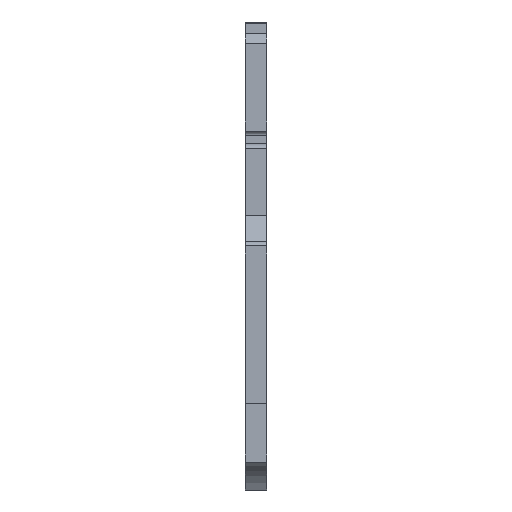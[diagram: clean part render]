
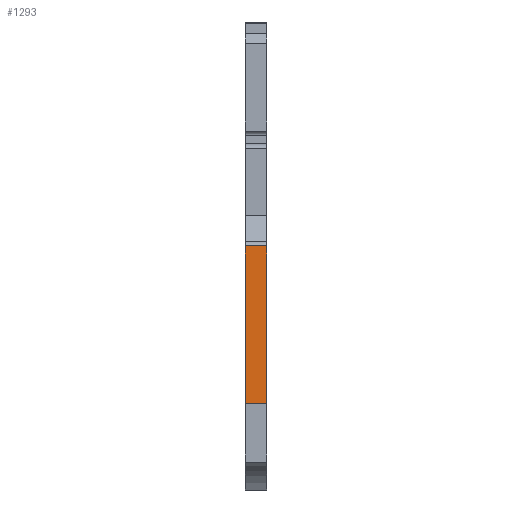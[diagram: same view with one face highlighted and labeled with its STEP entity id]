
A CAD part, front view. The second image highlights one B-rep face of the part: STEP entity #1293.
In plain terms, the highlighted planar face has unit normal (0, -1, 0).
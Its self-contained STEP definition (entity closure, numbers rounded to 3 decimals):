
#92=CARTESIAN_POINT('Axis2P3D Location',(9.,0.,742.045)) ;
#1246=CARTESIAN_POINT('Vertex',(-9.,0.,46.661)) ;
#1253=CARTESIAN_POINT('Vertex',(9.,0.,46.661)) ;
#1256=CARTESIAN_POINT('Line Origine',(0.,0.,46.661)) ;
#1268=CARTESIAN_POINT('Line Origine',(0.,0.,180.)) ;
#1272=CARTESIAN_POINT('Vertex',(9.,0.,180.)) ;
#1274=CARTESIAN_POINT('Vertex',(-9.,0.,180.)) ;
#1277=CARTESIAN_POINT('Line Origine',(-9.,0.,113.33)) ;
#1282=CARTESIAN_POINT('Line Origine',(9.,0.,113.33)) ;
#93=DIRECTION('Axis2P3D Direction',(0.,1.,0.)) ;
#94=DIRECTION('Axis2P3D XDirection',(0.,0.,-1.)) ;
#1257=DIRECTION('Vector Direction',(-1.,0.,0.)) ;
#1269=DIRECTION('Vector Direction',(-1.,0.,0.)) ;
#1278=DIRECTION('Vector Direction',(0.,0.,-1.)) ;
#1283=DIRECTION('Vector Direction',(0.,0.,-1.)) ;
#95=AXIS2_PLACEMENT_3D('Plane Axis2P3D',#92,#93,#94) ;
#1288=ORIENTED_EDGE('',*,*,#1276,.T.) ;
#1289=ORIENTED_EDGE('',*,*,#1281,.T.) ;
#1290=ORIENTED_EDGE('',*,*,#1260,.F.) ;
#1291=ORIENTED_EDGE('',*,*,#1286,.T.) ;
#1258=VECTOR('Line Direction',#1257,1.) ;
#1270=VECTOR('Line Direction',#1269,1.) ;
#1279=VECTOR('Line Direction',#1278,1.) ;
#1284=VECTOR('Line Direction',#1283,1.) ;
#1293=ADVANCED_FACE('Corps principal',(#1292),#96,.F.) ;
#1260=EDGE_CURVE('',#1254,#1247,#1259,.T.) ;
#1276=EDGE_CURVE('',#1273,#1275,#1271,.T.) ;
#1281=EDGE_CURVE('',#1275,#1247,#1280,.T.) ;
#1286=EDGE_CURVE('',#1254,#1273,#1285,.F.) ;
#1287=EDGE_LOOP('',(#1288,#1289,#1290,#1291)) ;
#1292=FACE_OUTER_BOUND('',#1287,.T.) ;
#1259=LINE('Line',#1256,#1258) ;
#1271=LINE('Line',#1268,#1270) ;
#1280=LINE('Line',#1277,#1279) ;
#1285=LINE('Line',#1282,#1284) ;
#96=PLANE('Plane',#95) ;
#1247=VERTEX_POINT('',#1246) ;
#1254=VERTEX_POINT('',#1253) ;
#1273=VERTEX_POINT('',#1272) ;
#1275=VERTEX_POINT('',#1274) ;
